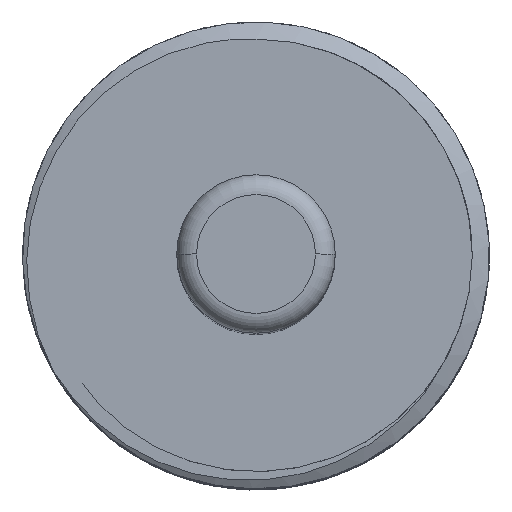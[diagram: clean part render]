
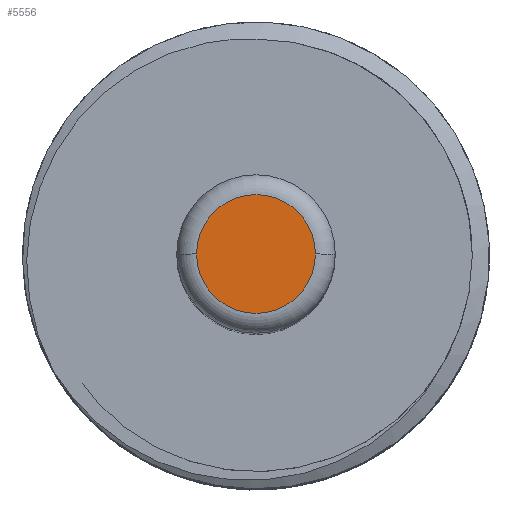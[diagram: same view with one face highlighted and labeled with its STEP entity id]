
A CAD part, top view. The second image highlights one B-rep face of the part: STEP entity #5556.
In plain terms, the highlighted planar face has unit normal (0, 0, 1).
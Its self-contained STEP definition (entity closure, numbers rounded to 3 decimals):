
#5 = VERTEX_POINT ( 'NONE', #2209 ) ;
#630 = PLANE ( 'NONE',  #3874 ) ;
#912 = EDGE_CURVE ( 'NONE', #1677, #5, #2851, .T. ) ;
#1107 = DIRECTION ( 'NONE',  ( 0., 0., 1. ) ) ;
#1280 = EDGE_CURVE ( 'NONE', #5, #1677, #4384, .T. ) ;
#1677 = VERTEX_POINT ( 'NONE', #2236 ) ;
#1781 = DIRECTION ( 'NONE',  ( 0., 0., 1. ) ) ;
#1829 = DIRECTION ( 'NONE',  ( 0., 0., 1. ) ) ;
#2113 = EDGE_LOOP ( 'NONE', ( #5529, #3732 ) ) ;
#2209 = CARTESIAN_POINT ( 'NONE',  ( -3., 0., 118.2 ) ) ;
#2236 = CARTESIAN_POINT ( 'NONE',  ( 3., 0., 118.2 ) ) ;
#2851 = CIRCLE ( 'NONE', #3724, 3. ) ;
#3616 = AXIS2_PLACEMENT_3D ( 'NONE', #4430, #1781, #4886 ) ;
#3724 = AXIS2_PLACEMENT_3D ( 'NONE', #4478, #1829, #4929 ) ;
#3732 = ORIENTED_EDGE ( 'NONE', *, *, #1280, .T. ) ;
#3746 = CARTESIAN_POINT ( 'NONE',  ( 0., 0., 118.2 ) ) ;
#3874 = AXIS2_PLACEMENT_3D ( 'NONE', #3746, #1107, #4202 ) ;
#3912 = FACE_OUTER_BOUND ( 'NONE', #2113, .T. ) ;
#4202 = DIRECTION ( 'NONE',  ( 1., 0., 0. ) ) ;
#4384 = CIRCLE ( 'NONE', #3616, 3. ) ;
#4430 = CARTESIAN_POINT ( 'NONE',  ( 0., 0., 118.2 ) ) ;
#4478 = CARTESIAN_POINT ( 'NONE',  ( 0., 0., 118.2 ) ) ;
#4886 = DIRECTION ( 'NONE',  ( 1., 0., 0. ) ) ;
#4929 = DIRECTION ( 'NONE',  ( 1., 0., 0. ) ) ;
#5529 = ORIENTED_EDGE ( 'NONE', *, *, #912, .T. ) ;
#5556 = ADVANCED_FACE ( 'NONE', ( #3912 ), #630, .T. ) ;
